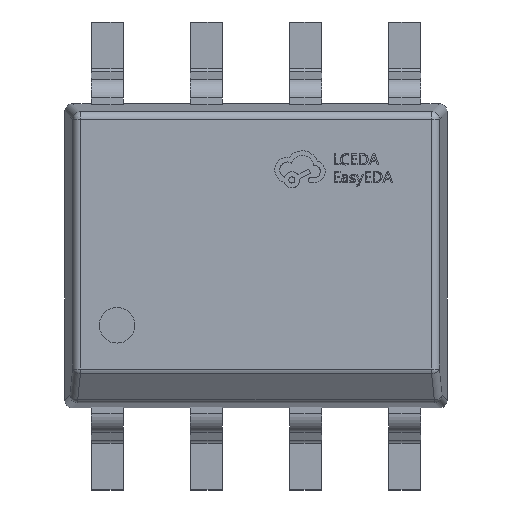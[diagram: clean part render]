
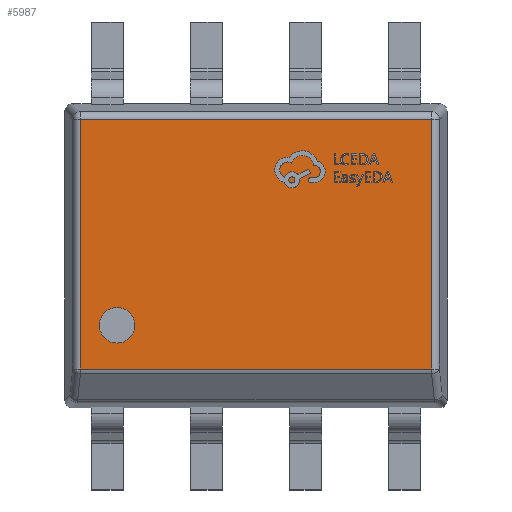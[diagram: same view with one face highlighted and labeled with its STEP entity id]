
A CAD part, top view. The second image highlights one B-rep face of the part: STEP entity #5987.
In plain terms, the highlighted planar face has unit normal (0, 0, 1).
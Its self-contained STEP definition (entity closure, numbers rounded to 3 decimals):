
#309 = DIRECTION ( 'NONE',  ( 1., 0., 0. ) ) ;
#724 = EDGE_CURVE ( 'NONE', #8966, #4420, #17902, .T. ) ;
#1444 = CARTESIAN_POINT ( 'NONE',  ( -2.251, -1.452, 0.8 ) ) ;
#2171 = CIRCLE ( 'NONE', #6988, 0.227 ) ;
#2645 = VERTEX_POINT ( 'NONE', #8628 ) ;
#2841 = DIRECTION ( 'NONE',  ( 1., 0., 0. ) ) ;
#3276 = FACE_OUTER_BOUND ( 'NONE', #10305, .T. ) ;
#3515 = EDGE_CURVE ( 'NONE', #7883, #6033, #17898, .T. ) ;
#3615 = CARTESIAN_POINT ( 'NONE',  ( 2.251, 1.751, 0.8 ) ) ;
#3915 = CARTESIAN_POINT ( 'NONE',  ( -1.555, -0.892, 0.8 ) ) ;
#4420 = VERTEX_POINT ( 'NONE', #1444 ) ;
#4480 = DIRECTION ( 'NONE',  ( 0., 0., 1. ) ) ;
#4967 = CARTESIAN_POINT ( 'NONE',  ( -2.251, -1.485, 0.8 ) ) ;
#4992 = CARTESIAN_POINT ( 'NONE',  ( 0., 0., 0.8 ) ) ;
#5062 = LINE ( 'NONE', #10231, #13176 ) ;
#5151 = CARTESIAN_POINT ( 'NONE',  ( -2.251, 1.751, 0.8 ) ) ;
#5844 = AXIS2_PLACEMENT_3D ( 'NONE', #7686, #4480, #2841 ) ;
#5948 = ORIENTED_EDGE ( 'NONE', *, *, #20510, .T. ) ;
#5987 = ADVANCED_FACE ( 'NONE', ( #3276, #15087 ), #18241, .T. ) ;
#6033 = VERTEX_POINT ( 'NONE', #3915 ) ;
#6672 = EDGE_CURVE ( 'NONE', #6033, #7883, #2171, .T. ) ;
#6791 = VECTOR ( 'NONE', #14428, 1000. ) ;
#6885 = CARTESIAN_POINT ( 'NONE',  ( -2.009, -0.892, 0.8 ) ) ;
#6988 = AXIS2_PLACEMENT_3D ( 'NONE', #12004, #8693, #18614 ) ;
#7656 = CARTESIAN_POINT ( 'NONE',  ( 2.251, 1.838, 0.8 ) ) ;
#7686 = CARTESIAN_POINT ( 'NONE',  ( -1.782, -0.892, 0.8 ) ) ;
#7883 = VERTEX_POINT ( 'NONE', #6885 ) ;
#7887 = EDGE_CURVE ( 'NONE', #9257, #8966, #5062, .T. ) ;
#8628 = CARTESIAN_POINT ( 'NONE',  ( 2.251, -1.452, 0.8 ) ) ;
#8693 = DIRECTION ( 'NONE',  ( 0., 0., 1. ) ) ;
#8774 = ORIENTED_EDGE ( 'NONE', *, *, #7887, .T. ) ;
#8966 = VERTEX_POINT ( 'NONE', #5151 ) ;
#9257 = VERTEX_POINT ( 'NONE', #3615 ) ;
#9425 = AXIS2_PLACEMENT_3D ( 'NONE', #4992, #11641, #309 ) ;
#9512 = EDGE_LOOP ( 'NONE', ( #17664, #18009 ) ) ;
#10231 = CARTESIAN_POINT ( 'NONE',  ( -2.338, 1.751, 0.8 ) ) ;
#10305 = EDGE_LOOP ( 'NONE', ( #5948, #20079, #8774, #12084 ) ) ;
#11517 = DIRECTION ( 'NONE',  ( 0., -1., 0. ) ) ;
#11641 = DIRECTION ( 'NONE',  ( 0., 0., 1. ) ) ;
#11932 = EDGE_CURVE ( 'NONE', #2645, #9257, #14538, .T. ) ;
#12004 = CARTESIAN_POINT ( 'NONE',  ( -1.782, -0.892, 0.8 ) ) ;
#12084 = ORIENTED_EDGE ( 'NONE', *, *, #724, .T. ) ;
#13176 = VECTOR ( 'NONE', #19942, 1000. ) ;
#13786 = CARTESIAN_POINT ( 'NONE',  ( 0., -1.452, 0.8 ) ) ;
#14428 = DIRECTION ( 'NONE',  ( 0., 1., 0. ) ) ;
#14538 = LINE ( 'NONE', #7656, #6791 ) ;
#14670 = VECTOR ( 'NONE', #17117, 1000. ) ;
#15087 = FACE_BOUND ( 'NONE', #9512, .T. ) ;
#17117 = DIRECTION ( 'NONE',  ( 1., 0., 0. ) ) ;
#17664 = ORIENTED_EDGE ( 'NONE', *, *, #6672, .F. ) ;
#17898 = CIRCLE ( 'NONE', #5844, 0.227 ) ;
#17902 = LINE ( 'NONE', #4967, #20373 ) ;
#18009 = ORIENTED_EDGE ( 'NONE', *, *, #3515, .F. ) ;
#18241 = PLANE ( 'NONE',  #9425 ) ;
#18614 = DIRECTION ( 'NONE',  ( 1., 0., 0. ) ) ;
#19942 = DIRECTION ( 'NONE',  ( -1., 0., 0. ) ) ;
#20079 = ORIENTED_EDGE ( 'NONE', *, *, #11932, .T. ) ;
#20373 = VECTOR ( 'NONE', #11517, 1000. ) ;
#20397 = LINE ( 'NONE', #13786, #14670 ) ;
#20510 = EDGE_CURVE ( 'NONE', #4420, #2645, #20397, .T. ) ;
